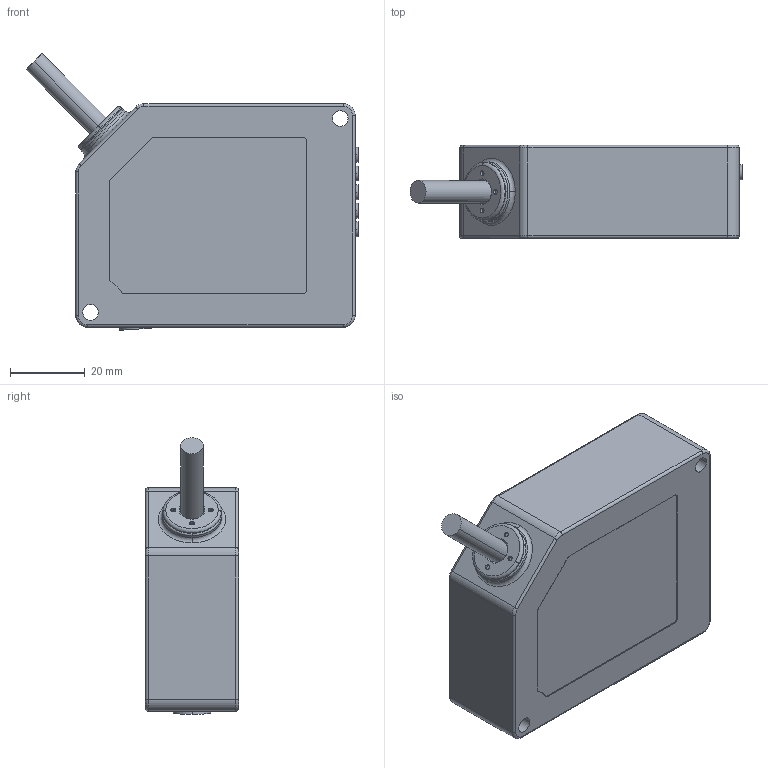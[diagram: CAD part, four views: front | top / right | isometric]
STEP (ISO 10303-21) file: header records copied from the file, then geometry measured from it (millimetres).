
FILE_DESCRIPTION((''),'2;1');
FILE_NAME('152824_SM01_ASM','2022-11-09T10:41:38',('PDMAdmin'),('BANNER ENGINEERING'),'CREO PARAMETRIC BY PTC INC, 2019292','CREO PARAMETRIC BY PTC INC, 2019292','');
FILE_SCHEMA(('CONFIG_CONTROL_DESIGN'));
Products named in the file (3): 152824_EP01; CABLE_240; 152824_SM01_ASM
Assembly tree (2 placements, depth 2):
  152824_SM01_ASM
    152824_EP01
    CABLE_240
Bounding box: 89.12 x 25 x 74.25 mm (x, y, z)
Volume: 107980.3 mm3; surface area: 18279.9 mm2
Topology: 2 solids, 2 shells, 324 faces, 822 edges, 515 vertices
Faces by surface type: cylinder 153, plane 108, sphere 30, torus 16, bspline 12, cone 5
Entity records: 13965 total; most frequent: CARTESIAN_POINT 6055, DIRECTION 1677, ORIENTED_EDGE 1624, EDGE_CURVE 812, AXIS2_PLACEMENT_3D 651, VERTEX_POINT 515, VECTOR 375, LINE 375
